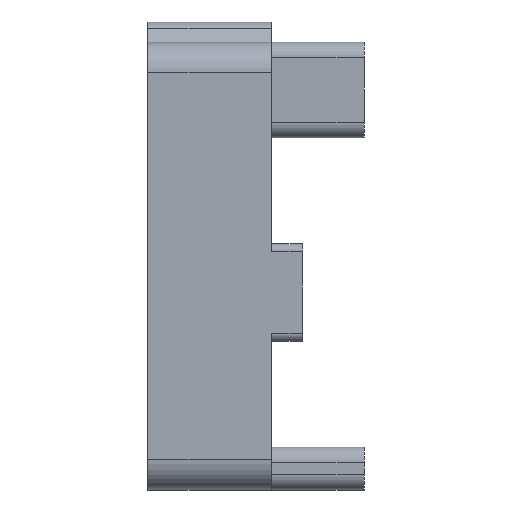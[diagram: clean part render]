
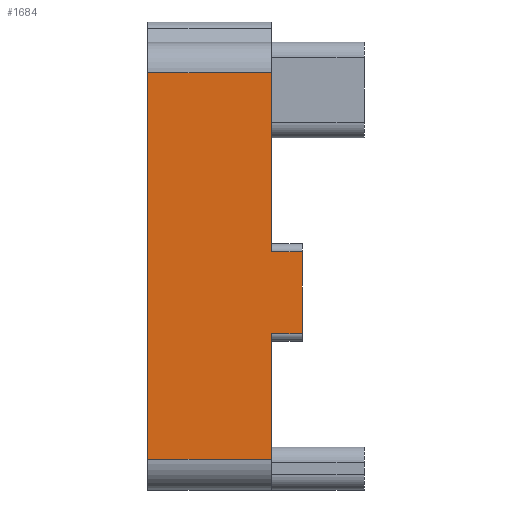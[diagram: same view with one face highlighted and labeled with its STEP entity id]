
A CAD part, left-side view. The second image highlights one B-rep face of the part: STEP entity #1684.
In plain terms, the highlighted planar face has unit normal (-1, 0, 0).
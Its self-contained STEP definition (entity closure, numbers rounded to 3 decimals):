
#541 = VERTEX_POINT('',#542);
#542 = CARTESIAN_POINT('',(80.2,10.,8.702));
#549 = EDGE_CURVE('',#541,#550,#552,.T.);
#550 = VERTEX_POINT('',#551);
#551 = CARTESIAN_POINT('',(80.2,10.,-2.85));
#552 = LINE('',#553,#554);
#553 = CARTESIAN_POINT('',(80.2,10.,8.702));
#554 = VECTOR('',#555,1.);
#555 = DIRECTION('',(0.,0.,-1.));
#609 = VERTEX_POINT('',#610);
#610 = CARTESIAN_POINT('',(80.2,10.,-8.15));
#617 = EDGE_CURVE('',#609,#618,#620,.T.);
#618 = VERTEX_POINT('',#619);
#619 = CARTESIAN_POINT('',(80.2,10.,-16.269));
#620 = LINE('',#621,#622);
#621 = CARTESIAN_POINT('',(80.2,10.,-8.15));
#622 = VECTOR('',#623,1.);
#623 = DIRECTION('',(0.,0.,-1.));
#941 = VERTEX_POINT('',#942);
#942 = CARTESIAN_POINT('',(80.2,18.,-16.269));
#958 = EDGE_CURVE('',#941,#618,#959,.T.);
#959 = LINE('',#960,#961);
#960 = CARTESIAN_POINT('',(80.2,18.,-16.269));
#961 = VECTOR('',#962,1.);
#962 = DIRECTION('',(-0.,-1.,-0.));
#1028 = VERTEX_POINT('',#1029);
#1029 = CARTESIAN_POINT('',(80.2,18.,8.702));
#1036 = EDGE_CURVE('',#1028,#541,#1037,.T.);
#1037 = LINE('',#1038,#1039);
#1038 = CARTESIAN_POINT('',(80.2,18.,8.702));
#1039 = VECTOR('',#1040,1.);
#1040 = DIRECTION('',(-0.,-1.,-0.));
#1584 = EDGE_CURVE('',#1028,#941,#1585,.T.);
#1585 = LINE('',#1586,#1587);
#1586 = CARTESIAN_POINT('',(80.2,18.,8.702));
#1587 = VECTOR('',#1588,1.);
#1588 = DIRECTION('',(0.,-0.,-1.));
#1684 = ADVANCED_FACE('',(#1685),#1714,.T.);
#1685 = FACE_BOUND('',#1686,.T.);
#1686 = EDGE_LOOP('',(#1687,#1688,#1689,#1690,#1691,#1692,#1700,#1708));
#1687 = ORIENTED_EDGE('',*,*,#549,.F.);
#1688 = ORIENTED_EDGE('',*,*,#1036,.F.);
#1689 = ORIENTED_EDGE('',*,*,#1584,.T.);
#1690 = ORIENTED_EDGE('',*,*,#958,.T.);
#1691 = ORIENTED_EDGE('',*,*,#617,.F.);
#1692 = ORIENTED_EDGE('',*,*,#1693,.F.);
#1693 = EDGE_CURVE('',#1694,#609,#1696,.T.);
#1694 = VERTEX_POINT('',#1695);
#1695 = CARTESIAN_POINT('',(80.2,8.,-8.15));
#1696 = LINE('',#1697,#1698);
#1697 = CARTESIAN_POINT('',(80.2,8.,-8.15));
#1698 = VECTOR('',#1699,1.);
#1699 = DIRECTION('',(-0.,1.,-0.));
#1700 = ORIENTED_EDGE('',*,*,#1701,.T.);
#1701 = EDGE_CURVE('',#1694,#1702,#1704,.T.);
#1702 = VERTEX_POINT('',#1703);
#1703 = CARTESIAN_POINT('',(80.2,8.,-2.85));
#1704 = LINE('',#1705,#1706);
#1705 = CARTESIAN_POINT('',(80.2,8.,-8.15));
#1706 = VECTOR('',#1707,1.);
#1707 = DIRECTION('',(-0.,0.,1.));
#1708 = ORIENTED_EDGE('',*,*,#1709,.F.);
#1709 = EDGE_CURVE('',#550,#1702,#1710,.T.);
#1710 = LINE('',#1711,#1712);
#1711 = CARTESIAN_POINT('',(80.2,10.,-2.85));
#1712 = VECTOR('',#1713,1.);
#1713 = DIRECTION('',(0.,-1.,0.));
#1714 = PLANE('',#1715);
#1715 = AXIS2_PLACEMENT_3D('',#1716,#1717,#1718);
#1716 = CARTESIAN_POINT('',(80.2,18.,-18.));
#1717 = DIRECTION('',(-1.,0.,-0.));
#1718 = DIRECTION('',(0.,0.,1.));
